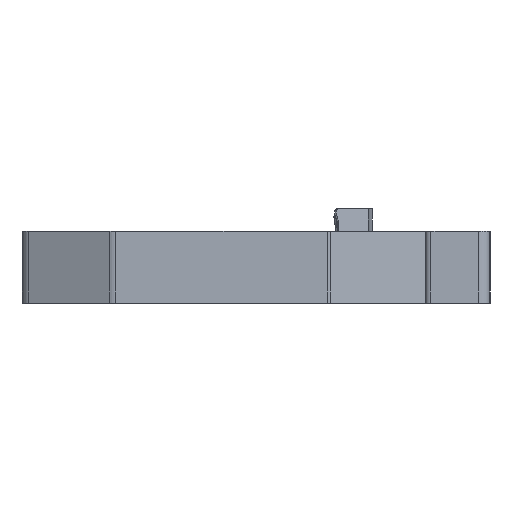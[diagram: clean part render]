
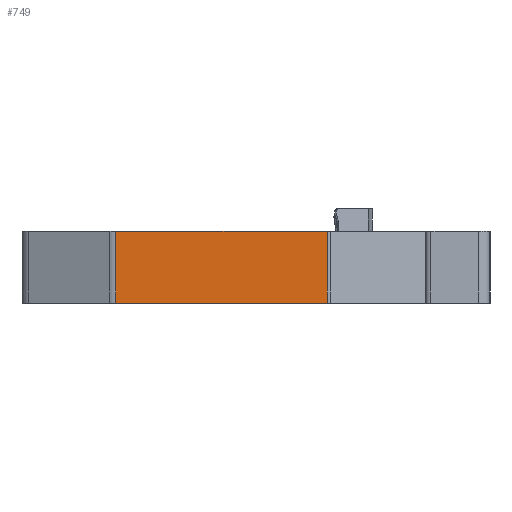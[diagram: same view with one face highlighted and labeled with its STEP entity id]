
A CAD part, left-side view. The second image highlights one B-rep face of the part: STEP entity #749.
In plain terms, the highlighted planar face has unit normal (-1, 0, 0).
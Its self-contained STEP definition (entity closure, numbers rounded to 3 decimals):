
#749=ADVANCED_FACE('',(#1217),#980,.T.);
#980=PLANE('',#6474);
#1217=FACE_OUTER_BOUND('',#1528,.T.);
#1528=EDGE_LOOP('',(#2698,#2699,#2700,#2701));
#2698=ORIENTED_EDGE('',*,*,#4142,.T.);
#2699=ORIENTED_EDGE('',*,*,#4686,.F.);
#2700=ORIENTED_EDGE('',*,*,#4421,.F.);
#2701=ORIENTED_EDGE('',*,*,#4685,.F.);
#3538=VERTEX_POINT('',#8627);
#3539=VERTEX_POINT('',#8629);
#3804=VERTEX_POINT('',#9238);
#3805=VERTEX_POINT('',#9240);
#4142=EDGE_CURVE('',#3539,#3538,#5016,.T.);
#4421=EDGE_CURVE('',#3804,#3805,#5164,.T.);
#4685=EDGE_CURVE('',#3539,#3804,#5328,.T.);
#4686=EDGE_CURVE('',#3805,#3538,#5329,.T.);
#5016=LINE('',#8628,#5584);
#5164=LINE('',#9239,#5732);
#5328=LINE('',#10194,#5896);
#5329=LINE('',#10196,#5897);
#5584=VECTOR('',#6729,1.);
#5732=VECTOR('',#7139,1.);
#5896=VECTOR('',#7677,1.);
#5897=VECTOR('',#7680,1.);
#6474=AXIS2_PLACEMENT_3D('',#10197,#7681,#7682);
#6729=DIRECTION('',(0.,1.,0.));
#7139=DIRECTION('',(0.,1.,0.));
#7677=DIRECTION('',(0.,0.,-1.));
#7680=DIRECTION('',(0.,0.,1.));
#7681=DIRECTION('',(-1.,0.,0.));
#7682=DIRECTION('',(0.,1.,0.));
#8627=CARTESIAN_POINT('',(-32.2,9.736,5.));
#8628=CARTESIAN_POINT('',(-32.2,-4.944,5.));
#8629=CARTESIAN_POINT('',(-32.2,-4.944,5.));
#9238=CARTESIAN_POINT('',(-32.2,-4.944,0.));
#9239=CARTESIAN_POINT('',(-32.2,-4.944,0.));
#9240=CARTESIAN_POINT('',(-32.2,9.736,0.));
#10194=CARTESIAN_POINT('',(-32.2,-4.944,5.));
#10196=CARTESIAN_POINT('',(-32.2,9.736,0.));
#10197=CARTESIAN_POINT('',(-32.2,9.736,0.));
